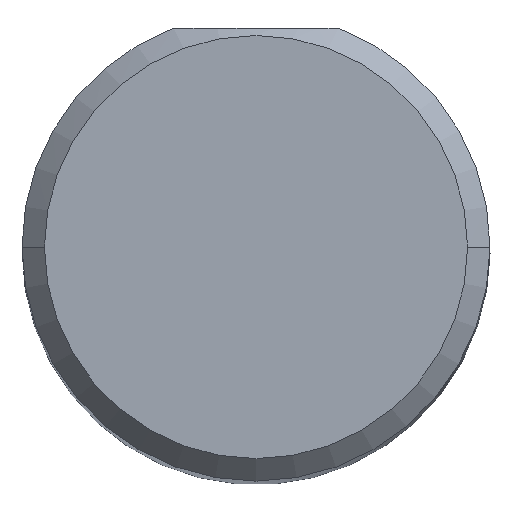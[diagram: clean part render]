
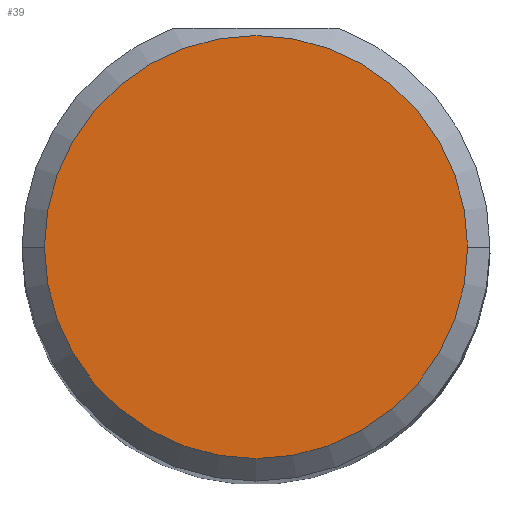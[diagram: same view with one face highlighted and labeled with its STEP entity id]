
A CAD part, top view. The second image highlights one B-rep face of the part: STEP entity #39.
In plain terms, the highlighted planar face has unit normal (0, 0, 1).
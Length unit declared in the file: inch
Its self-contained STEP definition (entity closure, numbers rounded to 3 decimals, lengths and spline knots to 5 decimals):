
#9 = EDGE_LOOP ( 'NONE', ( #204, #468 ) ) ;
#39 = ADVANCED_FACE ( 'NONE', ( #531 ), #82, .T. ) ;
#56 = EDGE_CURVE ( 'NONE', #242, #131, #454, .T. ) ;
#82 = PLANE ( 'NONE',  #111 ) ;
#85 = CARTESIAN_POINT ( 'NONE',  ( 0., 0., 2.5 ) ) ;
#91 = CARTESIAN_POINT ( 'NONE',  ( 0., 0., 2.5 ) ) ;
#111 = AXIS2_PLACEMENT_3D ( 'NONE', #85, #352, #307 ) ;
#118 = DIRECTION ( 'NONE',  ( 1., 0., 0. ) ) ;
#131 = VERTEX_POINT ( 'NONE', #413 ) ;
#161 = DIRECTION ( 'NONE',  ( 0., 0., 1. ) ) ;
#204 = ORIENTED_EDGE ( 'NONE', *, *, #56, .T. ) ;
#229 = EDGE_CURVE ( 'NONE', #131, #242, #397, .T. ) ;
#242 = VERTEX_POINT ( 'NONE', #243 ) ;
#243 = CARTESIAN_POINT ( 'NONE',  ( -0.14125, 0., 2.5 ) ) ;
#287 = DIRECTION ( 'NONE',  ( 1., 0., 0. ) ) ;
#307 = DIRECTION ( 'NONE',  ( 1., 0., 0. ) ) ;
#317 = AXIS2_PLACEMENT_3D ( 'NONE', #517, #161, #287 ) ;
#352 = DIRECTION ( 'NONE',  ( 0., 0., 1. ) ) ;
#397 = CIRCLE ( 'NONE', #317, 0.14125 ) ;
#413 = CARTESIAN_POINT ( 'NONE',  ( 0.14125, 0., 2.5 ) ) ;
#454 = CIRCLE ( 'NONE', #515, 0.14125 ) ;
#468 = ORIENTED_EDGE ( 'NONE', *, *, #229, .T. ) ;
#480 = DIRECTION ( 'NONE',  ( 0., 0., 1. ) ) ;
#515 = AXIS2_PLACEMENT_3D ( 'NONE', #91, #480, #118 ) ;
#517 = CARTESIAN_POINT ( 'NONE',  ( 0., 0., 2.5 ) ) ;
#531 = FACE_OUTER_BOUND ( 'NONE', #9, .T. ) ;
